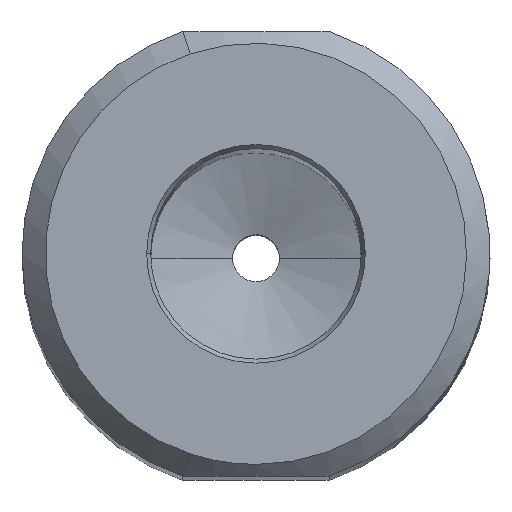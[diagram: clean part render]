
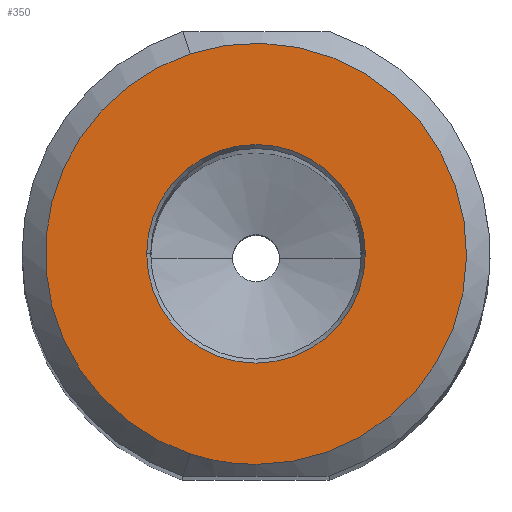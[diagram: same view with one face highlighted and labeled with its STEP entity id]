
A CAD part, top view. The second image highlights one B-rep face of the part: STEP entity #350.
In plain terms, the highlighted planar face has unit normal (0, 0, 1).
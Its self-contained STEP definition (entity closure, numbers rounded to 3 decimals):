
#350=ADVANCED_FACE('',(#434,#435),#408,.T.);
#408=PLANE('',#1300);
#434=FACE_BOUND('',#463,.T.);
#435=FACE_BOUND('',#464,.T.);
#463=EDGE_LOOP('',(#605,#606,#607));
#464=EDGE_LOOP('',(#608,#609));
#605=ORIENTED_EDGE('',*,*,#986,.F.);
#606=ORIENTED_EDGE('',*,*,#984,.F.);
#607=ORIENTED_EDGE('',*,*,#983,.F.);
#608=ORIENTED_EDGE('',*,*,#991,.F.);
#609=ORIENTED_EDGE('',*,*,#992,.F.);
#873=VERTEX_POINT('',#2001);
#874=VERTEX_POINT('',#2003);
#875=VERTEX_POINT('',#2005);
#877=VERTEX_POINT('',#2019);
#878=VERTEX_POINT('',#2020);
#983=EDGE_CURVE('',#873,#874,#1125,.T.);
#984=EDGE_CURVE('',#874,#875,#1126,.T.);
#986=EDGE_CURVE('',#875,#873,#1127,.T.);
#991=EDGE_CURVE('',#877,#878,#1130,.T.);
#992=EDGE_CURVE('',#878,#877,#1131,.T.);
#1125=CIRCLE('',#1288,9.);
#1126=CIRCLE('',#1289,9.);
#1127=CIRCLE('',#1291,9.);
#1130=CIRCLE('',#1298,4.673);
#1131=CIRCLE('',#1299,4.673);
#1288=AXIS2_PLACEMENT_3D('',#2002,#1486,#1487);
#1289=AXIS2_PLACEMENT_3D('',#2004,#1488,#1489);
#1291=AXIS2_PLACEMENT_3D('',#2008,#1493,#1494);
#1298=AXIS2_PLACEMENT_3D('',#2018,#1509,#1510);
#1299=AXIS2_PLACEMENT_3D('',#2021,#1511,#1512);
#1300=AXIS2_PLACEMENT_3D('',#2022,#1513,#1514);
#1486=DIRECTION('',(0.,0.,-1.));
#1487=DIRECTION('',(-0.312,0.95,0.));
#1488=DIRECTION('',(0.,0.,-1.));
#1489=DIRECTION('',(0.,-1.,0.));
#1493=DIRECTION('',(0.,0.,-1.));
#1494=DIRECTION('',(-0.312,-0.95,0.));
#1509=DIRECTION('',(0.,0.,1.));
#1510=DIRECTION('',(1.,0.,0.));
#1511=DIRECTION('',(0.,0.,1.));
#1512=DIRECTION('',(-1.,0.,0.));
#1513=DIRECTION('',(0.,0.,1.));
#1514=DIRECTION('',(1.,0.,0.));
#2001=CARTESIAN_POINT('',(-2.81,8.55,0.));
#2002=CARTESIAN_POINT('',(0.,0.,0.));
#2003=CARTESIAN_POINT('',(0.,-9.,0.));
#2004=CARTESIAN_POINT('',(0.,0.,0.));
#2005=CARTESIAN_POINT('',(-2.81,-8.55,0.));
#2008=CARTESIAN_POINT('',(0.,0.,0.));
#2018=CARTESIAN_POINT('',(0.,0.,0.));
#2019=CARTESIAN_POINT('',(4.673,0.,0.));
#2020=CARTESIAN_POINT('',(-4.673,0.,0.));
#2021=CARTESIAN_POINT('',(0.,0.,0.));
#2022=CARTESIAN_POINT('',(-0.004,0.005,0.));
